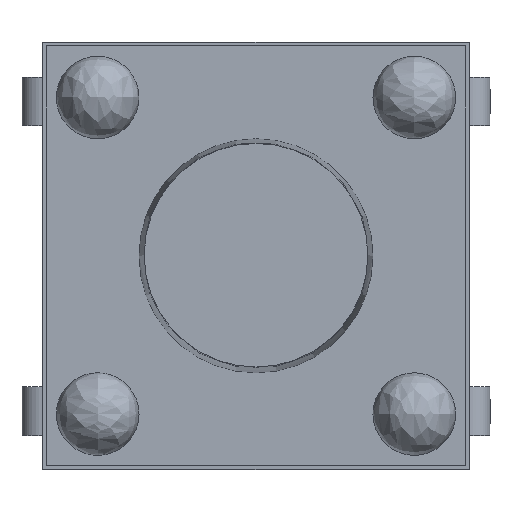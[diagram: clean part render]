
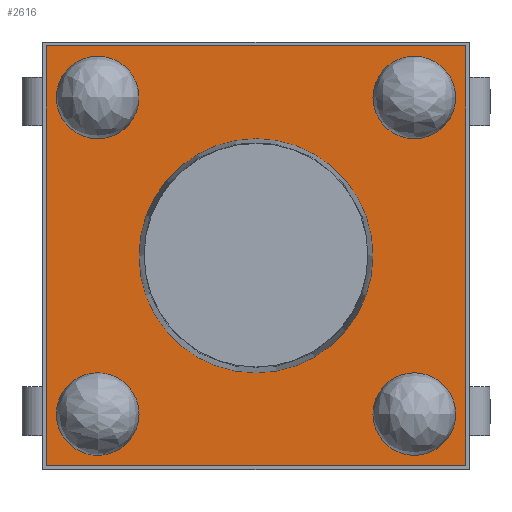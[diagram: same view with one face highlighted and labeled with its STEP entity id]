
A CAD part, top view. The second image highlights one B-rep face of the part: STEP entity #2616.
In plain terms, the highlighted planar face has unit normal (0, 0, 1).
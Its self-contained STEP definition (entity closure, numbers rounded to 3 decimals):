
#12 = ORIENTED_EDGE ( 'NONE', *, *, #2955, .T. ) ;
#37 = CARTESIAN_POINT ( 'NONE',  ( -2.3, -2.3, 3.3 ) ) ;
#44 = CIRCLE ( 'NONE', #1844, 0.6 ) ;
#63 = ORIENTED_EDGE ( 'NONE', *, *, #2969, .T. ) ;
#73 = DIRECTION ( 'NONE',  ( -1., 0., 0. ) ) ;
#118 = AXIS2_PLACEMENT_3D ( 'NONE', #2382, #860, #2631 ) ;
#125 = CARTESIAN_POINT ( 'NONE',  ( -2.3, 2.3, 3.3 ) ) ;
#140 = DIRECTION ( 'NONE',  ( 0., 0., -1. ) ) ;
#157 = CARTESIAN_POINT ( 'NONE',  ( 3.05, 3.05, 3.3 ) ) ;
#168 = CARTESIAN_POINT ( 'NONE',  ( 0., 0., 3.3 ) ) ;
#171 = CARTESIAN_POINT ( 'NONE',  ( 2.3, 2.9, 3.3 ) ) ;
#187 = EDGE_LOOP ( 'NONE', ( #1656, #2133, #852, #12 ) ) ;
#221 = CIRCLE ( 'NONE', #118, 0.6 ) ;
#227 = VERTEX_POINT ( 'NONE', #1739 ) ;
#273 = AXIS2_PLACEMENT_3D ( 'NONE', #168, #1927, #409 ) ;
#289 = DIRECTION ( 'NONE',  ( 0., 1., 0. ) ) ;
#312 = VERTEX_POINT ( 'NONE', #3067 ) ;
#368 = DIRECTION ( 'NONE',  ( 1., 0., 0. ) ) ;
#409 = DIRECTION ( 'NONE',  ( 1., 0., 0. ) ) ;
#413 = VECTOR ( 'NONE', #3100, 1000. ) ;
#418 = LINE ( 'NONE', #3267, #3063 ) ;
#423 = CIRCLE ( 'NONE', #2599, 0.6 ) ;
#468 = VERTEX_POINT ( 'NONE', #3048 ) ;
#544 = ORIENTED_EDGE ( 'NONE', *, *, #1496, .T. ) ;
#560 = VERTEX_POINT ( 'NONE', #2507 ) ;
#571 = VERTEX_POINT ( 'NONE', #999 ) ;
#605 = FACE_BOUND ( 'NONE', #1250, .T. ) ;
#639 = ORIENTED_EDGE ( 'NONE', *, *, #2878, .T. ) ;
#701 = CARTESIAN_POINT ( 'NONE',  ( -3.05, 3.05, 3.3 ) ) ;
#713 = VERTEX_POINT ( 'NONE', #701 ) ;
#748 = EDGE_CURVE ( 'NONE', #468, #1796, #1623, .T. ) ;
#792 = CIRCLE ( 'NONE', #1484, 0.6 ) ;
#810 = CARTESIAN_POINT ( 'NONE',  ( -2.3, 2.3, 3.3 ) ) ;
#819 = AXIS2_PLACEMENT_3D ( 'NONE', #2466, #946, #2726 ) ;
#829 = DIRECTION ( 'NONE',  ( 0., 0., -1. ) ) ;
#852 = ORIENTED_EDGE ( 'NONE', *, *, #1677, .T. ) ;
#860 = DIRECTION ( 'NONE',  ( 0., 0., -1. ) ) ;
#894 = LINE ( 'NONE', #1235, #2236 ) ;
#899 = ORIENTED_EDGE ( 'NONE', *, *, #748, .F. ) ;
#900 = CIRCLE ( 'NONE', #1725, 0.6 ) ;
#946 = DIRECTION ( 'NONE',  ( 0., 0., -1. ) ) ;
#958 = DIRECTION ( 'NONE',  ( 0., 0., 1. ) ) ;
#960 = VERTEX_POINT ( 'NONE', #157 ) ;
#998 = CARTESIAN_POINT ( 'NONE',  ( -1.7, 0., 3.3 ) ) ;
#999 = CARTESIAN_POINT ( 'NONE',  ( -2.3, -2.9, 3.3 ) ) ;
#1051 = DIRECTION ( 'NONE',  ( 1., 0., 0. ) ) ;
#1062 = VERTEX_POINT ( 'NONE', #171 ) ;
#1078 = CARTESIAN_POINT ( 'NONE',  ( 3.05, -3.05, 3.3 ) ) ;
#1083 = ORIENTED_EDGE ( 'NONE', *, *, #1973, .T. ) ;
#1119 = DIRECTION ( 'NONE',  ( 1., 0., 0. ) ) ;
#1164 = ORIENTED_EDGE ( 'NONE', *, *, #2934, .T. ) ;
#1206 = CIRCLE ( 'NONE', #819, 0.6 ) ;
#1235 = CARTESIAN_POINT ( 'NONE',  ( 0., 3.05, 3.3 ) ) ;
#1247 = DIRECTION ( 'NONE',  ( 0., 0., 1. ) ) ;
#1250 = EDGE_LOOP ( 'NONE', ( #544, #639 ) ) ;
#1273 = FACE_BOUND ( 'NONE', #1837, .T. ) ;
#1349 = VERTEX_POINT ( 'NONE', #2523 ) ;
#1368 = VECTOR ( 'NONE', #1119, 1000. ) ;
#1378 = EDGE_LOOP ( 'NONE', ( #3174, #899 ) ) ;
#1386 = EDGE_CURVE ( 'NONE', #2081, #560, #1866, .T. ) ;
#1414 = VERTEX_POINT ( 'NONE', #1810 ) ;
#1420 = EDGE_CURVE ( 'NONE', #312, #2581, #2448, .T. ) ;
#1433 = LINE ( 'NONE', #2905, #1368 ) ;
#1464 = ORIENTED_EDGE ( 'NONE', *, *, #1420, .T. ) ;
#1469 = DIRECTION ( 'NONE',  ( 0., -1., 0. ) ) ;
#1484 = AXIS2_PLACEMENT_3D ( 'NONE', #125, #1883, #368 ) ;
#1496 = EDGE_CURVE ( 'NONE', #571, #227, #423, .T. ) ;
#1535 = ORIENTED_EDGE ( 'NONE', *, *, #1386, .T. ) ;
#1571 = CARTESIAN_POINT ( 'NONE',  ( 3.05, 0., 3.3 ) ) ;
#1578 = DIRECTION ( 'NONE',  ( 0., 0., -1. ) ) ;
#1582 = VERTEX_POINT ( 'NONE', #1078 ) ;
#1623 = CIRCLE ( 'NONE', #3144, 1.7 ) ;
#1638 = CARTESIAN_POINT ( 'NONE',  ( 2.3, -2.3, 3.3 ) ) ;
#1656 = ORIENTED_EDGE ( 'NONE', *, *, #2908, .T. ) ;
#1677 = EDGE_CURVE ( 'NONE', #713, #1349, #418, .T. ) ;
#1725 = AXIS2_PLACEMENT_3D ( 'NONE', #37, #1801, #289 ) ;
#1739 = CARTESIAN_POINT ( 'NONE',  ( -2.3, -1.7, 3.3 ) ) ;
#1796 = VERTEX_POINT ( 'NONE', #998 ) ;
#1801 = DIRECTION ( 'NONE',  ( 0., 0., -1. ) ) ;
#1810 = CARTESIAN_POINT ( 'NONE',  ( 2.3, 1.7, 3.3 ) ) ;
#1837 = EDGE_LOOP ( 'NONE', ( #1464, #63 ) ) ;
#1844 = AXIS2_PLACEMENT_3D ( 'NONE', #1638, #140, #1892 ) ;
#1866 = CIRCLE ( 'NONE', #1906, 0.6 ) ;
#1869 = FACE_OUTER_BOUND ( 'NONE', #187, .T. ) ;
#1883 = DIRECTION ( 'NONE',  ( 0., 0., -1. ) ) ;
#1890 = EDGE_LOOP ( 'NONE', ( #2024, #1083 ) ) ;
#1892 = DIRECTION ( 'NONE',  ( -1., 0., 0. ) ) ;
#1906 = AXIS2_PLACEMENT_3D ( 'NONE', #810, #2579, #1051 ) ;
#1909 = CARTESIAN_POINT ( 'NONE',  ( 1.7, -2.3, 3.3 ) ) ;
#1927 = DIRECTION ( 'NONE',  ( 0., 0., 1. ) ) ;
#1944 = DIRECTION ( 'NONE',  ( -1., 0., 0. ) ) ;
#1973 = EDGE_CURVE ( 'NONE', #1414, #1062, #1206, .T. ) ;
#2024 = ORIENTED_EDGE ( 'NONE', *, *, #3199, .T. ) ;
#2081 = VERTEX_POINT ( 'NONE', #2996 ) ;
#2133 = ORIENTED_EDGE ( 'NONE', *, *, #3176, .T. ) ;
#2236 = VECTOR ( 'NONE', #1944, 1000. ) ;
#2342 = CARTESIAN_POINT ( 'NONE',  ( -2.3, -2.3, 3.3 ) ) ;
#2382 = CARTESIAN_POINT ( 'NONE',  ( 2.3, 2.3, 3.3 ) ) ;
#2422 = AXIS2_PLACEMENT_3D ( 'NONE', #3106, #1578, #73 ) ;
#2438 = PLANE ( 'NONE',  #273 ) ;
#2448 = CIRCLE ( 'NONE', #2422, 0.6 ) ;
#2466 = CARTESIAN_POINT ( 'NONE',  ( 2.3, 2.3, 3.3 ) ) ;
#2480 = CARTESIAN_POINT ( 'NONE',  ( 0., 0., 3.3 ) ) ;
#2507 = CARTESIAN_POINT ( 'NONE',  ( -1.7, 2.3, 3.3 ) ) ;
#2523 = CARTESIAN_POINT ( 'NONE',  ( -3.05, -3.05, 3.3 ) ) ;
#2546 = FACE_BOUND ( 'NONE', #1378, .T. ) ;
#2579 = DIRECTION ( 'NONE',  ( 0., 0., -1. ) ) ;
#2581 = VERTEX_POINT ( 'NONE', #1909 ) ;
#2599 = AXIS2_PLACEMENT_3D ( 'NONE', #2342, #829, #2602 ) ;
#2602 = DIRECTION ( 'NONE',  ( 0., 1., 0. ) ) ;
#2616 = ADVANCED_FACE ( 'NONE', ( #2625, #1273, #605, #3217, #2546, #1869 ), #2438, .T. ) ;
#2625 = FACE_BOUND ( 'NONE', #1890, .T. ) ;
#2631 = DIRECTION ( 'NONE',  ( 0., -1., 0. ) ) ;
#2726 = DIRECTION ( 'NONE',  ( 0., -1., 0. ) ) ;
#2741 = DIRECTION ( 'NONE',  ( -1., 0., 0. ) ) ;
#2771 = CARTESIAN_POINT ( 'NONE',  ( 0., 0., 3.3 ) ) ;
#2852 = CIRCLE ( 'NONE', #3073, 1.7 ) ;
#2878 = EDGE_CURVE ( 'NONE', #227, #571, #900, .T. ) ;
#2905 = CARTESIAN_POINT ( 'NONE',  ( 0., -3.05, 3.3 ) ) ;
#2908 = EDGE_CURVE ( 'NONE', #1582, #960, #3058, .T. ) ;
#2934 = EDGE_CURVE ( 'NONE', #560, #2081, #792, .T. ) ;
#2955 = EDGE_CURVE ( 'NONE', #1349, #1582, #1433, .T. ) ;
#2969 = EDGE_CURVE ( 'NONE', #2581, #312, #44, .T. ) ;
#2996 = CARTESIAN_POINT ( 'NONE',  ( -2.9, 2.3, 3.3 ) ) ;
#3032 = DIRECTION ( 'NONE',  ( -1., 0., 0. ) ) ;
#3048 = CARTESIAN_POINT ( 'NONE',  ( 1.7, 0., 3.3 ) ) ;
#3058 = LINE ( 'NONE', #1571, #413 ) ;
#3063 = VECTOR ( 'NONE', #1469, 1000. ) ;
#3067 = CARTESIAN_POINT ( 'NONE',  ( 2.9, -2.3, 3.3 ) ) ;
#3073 = AXIS2_PLACEMENT_3D ( 'NONE', #2771, #1247, #3032 ) ;
#3100 = DIRECTION ( 'NONE',  ( 0., 1., 0. ) ) ;
#3106 = CARTESIAN_POINT ( 'NONE',  ( 2.3, -2.3, 3.3 ) ) ;
#3144 = AXIS2_PLACEMENT_3D ( 'NONE', #2480, #958, #2741 ) ;
#3174 = ORIENTED_EDGE ( 'NONE', *, *, #3197, .F. ) ;
#3176 = EDGE_CURVE ( 'NONE', #960, #713, #894, .T. ) ;
#3197 = EDGE_CURVE ( 'NONE', #1796, #468, #2852, .T. ) ;
#3199 = EDGE_CURVE ( 'NONE', #1062, #1414, #221, .T. ) ;
#3217 = FACE_BOUND ( 'NONE', #3236, .T. ) ;
#3236 = EDGE_LOOP ( 'NONE', ( #1535, #1164 ) ) ;
#3267 = CARTESIAN_POINT ( 'NONE',  ( -3.05, 0., 3.3 ) ) ;
